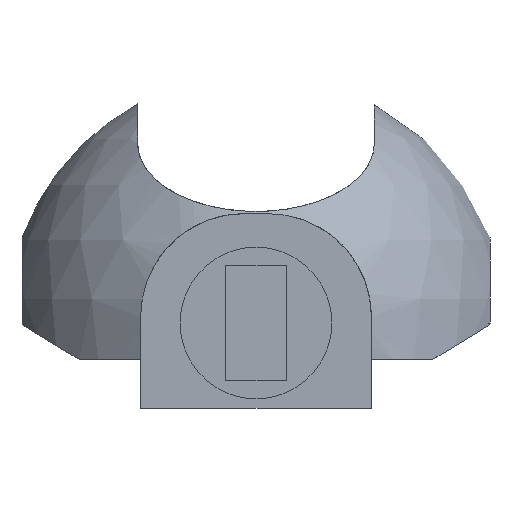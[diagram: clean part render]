
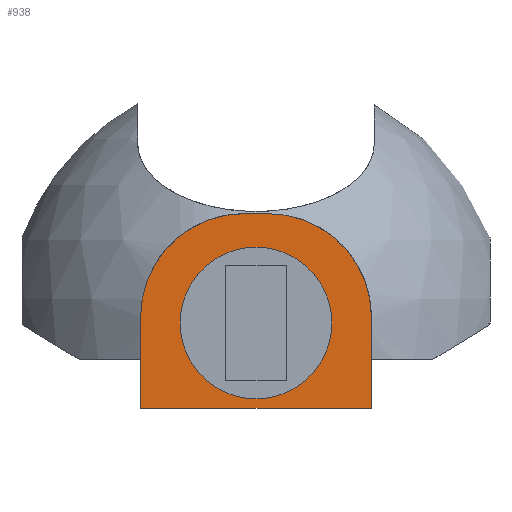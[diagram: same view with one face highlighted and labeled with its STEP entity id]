
A CAD part, front view. The second image highlights one B-rep face of the part: STEP entity #938.
In plain terms, the highlighted planar face has unit normal (0, -1, 0).
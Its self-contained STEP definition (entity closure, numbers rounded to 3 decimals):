
#23=FACE_BOUND('',#116,.T.);
#63=FACE_OUTER_BOUND('',#115,.T.);
#115=EDGE_LOOP('',(#648,#649,#650,#651,#652,#653));
#116=EDGE_LOOP('',(#654));
#178=LINE('',#1457,#257);
#179=LINE('',#1459,#258);
#180=LINE('',#1461,#259);
#181=LINE('',#1464,#260);
#257=VECTOR('',#1137,1.);
#258=VECTOR('',#1138,1.);
#259=VECTOR('',#1139,1.);
#260=VECTOR('',#1142,1.);
#326=CIRCLE('',#1000,1.7);
#327=CIRCLE('',#1001,1.7);
#328=CIRCLE('',#1002,1.25);
#384=VERTEX_POINT('',#1453);
#385=VERTEX_POINT('',#1454);
#386=VERTEX_POINT('',#1456);
#387=VERTEX_POINT('',#1458);
#388=VERTEX_POINT('',#1460);
#389=VERTEX_POINT('',#1462);
#390=VERTEX_POINT('',#1465);
#487=EDGE_CURVE('',#384,#385,#326,.T.);
#488=EDGE_CURVE('',#385,#386,#178,.T.);
#489=EDGE_CURVE('',#386,#387,#179,.T.);
#490=EDGE_CURVE('',#387,#388,#180,.T.);
#491=EDGE_CURVE('',#388,#389,#327,.T.);
#492=EDGE_CURVE('',#389,#384,#181,.T.);
#493=EDGE_CURVE('',#390,#390,#328,.T.);
#648=ORIENTED_EDGE('',*,*,#487,.T.);
#649=ORIENTED_EDGE('',*,*,#488,.T.);
#650=ORIENTED_EDGE('',*,*,#489,.T.);
#651=ORIENTED_EDGE('',*,*,#490,.T.);
#652=ORIENTED_EDGE('',*,*,#491,.T.);
#653=ORIENTED_EDGE('',*,*,#492,.T.);
#654=ORIENTED_EDGE('',*,*,#493,.T.);
#902=PLANE('',#999);
#938=ADVANCED_FACE('',(#63,#23),#902,.T.);
#999=AXIS2_PLACEMENT_3D('',#1452,#1133,#1134);
#1000=AXIS2_PLACEMENT_3D('',#1455,#1135,#1136);
#1001=AXIS2_PLACEMENT_3D('',#1463,#1140,#1141);
#1002=AXIS2_PLACEMENT_3D('',#1466,#1143,#1144);
#1133=DIRECTION('center_axis',(0.,-1.,0.));
#1134=DIRECTION('ref_axis',(0.,0.,-1.));
#1135=DIRECTION('center_axis',(0.,-1.,0.));
#1136=DIRECTION('ref_axis',(0.,0.,1.));
#1137=DIRECTION('',(0.,0.,-1.));
#1138=DIRECTION('',(1.,0.,0.));
#1139=DIRECTION('',(0.,0.,1.));
#1140=DIRECTION('center_axis',(0.,-1.,0.));
#1141=DIRECTION('ref_axis',(1.,0.,0.));
#1142=DIRECTION('',(-1.,0.,0.));
#1143=DIRECTION('center_axis',(0.,1.,0.));
#1144=DIRECTION('ref_axis',(0.,0.,-1.));
#1452=CARTESIAN_POINT('Origin',(3315.13,1423.926,5.957));
#1453=CARTESIAN_POINT('',(3314.93,1423.926,7.919));
#1454=CARTESIAN_POINT('',(3313.23,1423.926,6.219));
#1455=CARTESIAN_POINT('Origin',(3314.93,1423.926,6.219));
#1456=CARTESIAN_POINT('',(3313.23,1423.926,4.719));
#1457=CARTESIAN_POINT('',(3313.23,1423.926,6.219));
#1458=CARTESIAN_POINT('',(3317.03,1423.926,4.719));
#1459=CARTESIAN_POINT('',(3313.23,1423.926,4.719));
#1460=CARTESIAN_POINT('',(3317.03,1423.926,6.219));
#1461=CARTESIAN_POINT('',(3317.03,1423.926,4.719));
#1462=CARTESIAN_POINT('',(3315.33,1423.926,7.919));
#1463=CARTESIAN_POINT('Origin',(3315.33,1423.926,6.219));
#1464=CARTESIAN_POINT('',(3315.33,1423.926,7.919));
#1465=CARTESIAN_POINT('',(3316.38,1423.926,6.119));
#1466=CARTESIAN_POINT('Origin',(3315.13,1423.926,6.119));
